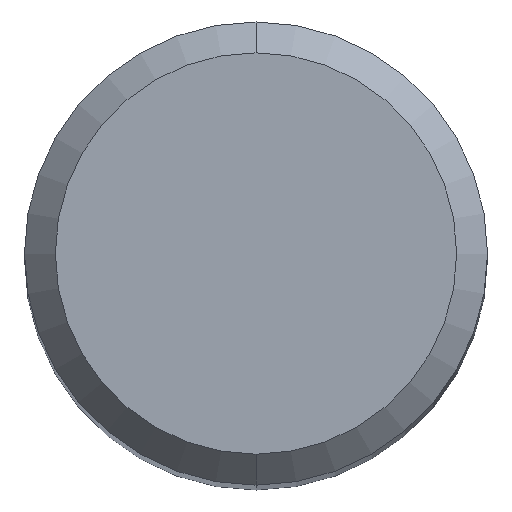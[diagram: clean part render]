
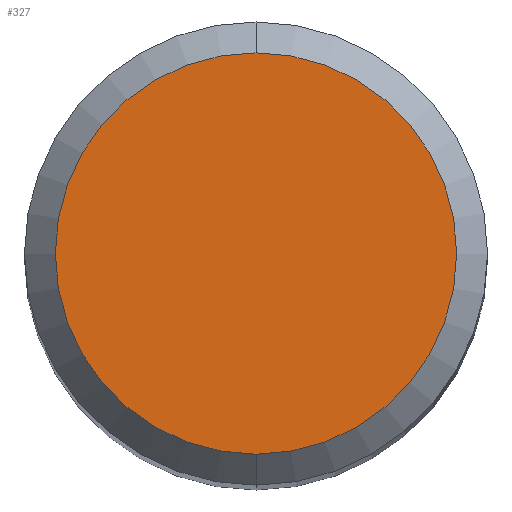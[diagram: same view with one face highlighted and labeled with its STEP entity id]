
A CAD part, top view. The second image highlights one B-rep face of the part: STEP entity #327.
In plain terms, the highlighted planar face has unit normal (0, 0, 1).
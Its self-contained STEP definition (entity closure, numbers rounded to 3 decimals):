
#189=VERTEX_POINT('',#489);
#207=VERTEX_POINT('',#509);
#291=EDGE_CURVE('',#189,#207,#600,.T.);
#307=EDGE_CURVE('',#207,#189,#619,.T.);
#327=ADVANCED_FACE('',(#642),#643,.T.);
#489=CARTESIAN_POINT('',(0.0,2.6,0.0));
#509=CARTESIAN_POINT('',(0.,-2.6,0.0));
#600=CIRCLE('',#1062,2.6);
#619=CIRCLE('',#1113,2.6);
#642=FACE_OUTER_BOUND('',#1147,.T.);
#643=PLANE('',#1148);
#1062=AXIS2_PLACEMENT_3D('',#1532,#1533,#1534);
#1113=AXIS2_PLACEMENT_3D('',#1560,#1561,#1562);
#1147=EDGE_LOOP('',(#1602,#1603));
#1148=AXIS2_PLACEMENT_3D('',#1604,#1605,#1606);
#1532=CARTESIAN_POINT('',(0.0,0.0,0.0));
#1533=DIRECTION('',(0.0,0.0,-1.0));
#1534=DIRECTION('',(0.0,1.0,0.0));
#1560=CARTESIAN_POINT('',(0.0,0.0,0.0));
#1561=DIRECTION('',(0.0,0.0,-1.0));
#1562=DIRECTION('',(0.0,1.0,0.0));
#1602=ORIENTED_EDGE('',*,*,#291,.F.);
#1603=ORIENTED_EDGE('',*,*,#307,.F.);
#1604=CARTESIAN_POINT('',(0.0,1.3,0.0));
#1605=DIRECTION('',(-0.0,0.0,1.0));
#1606=DIRECTION('',(0.0,-1.0,0.0));
